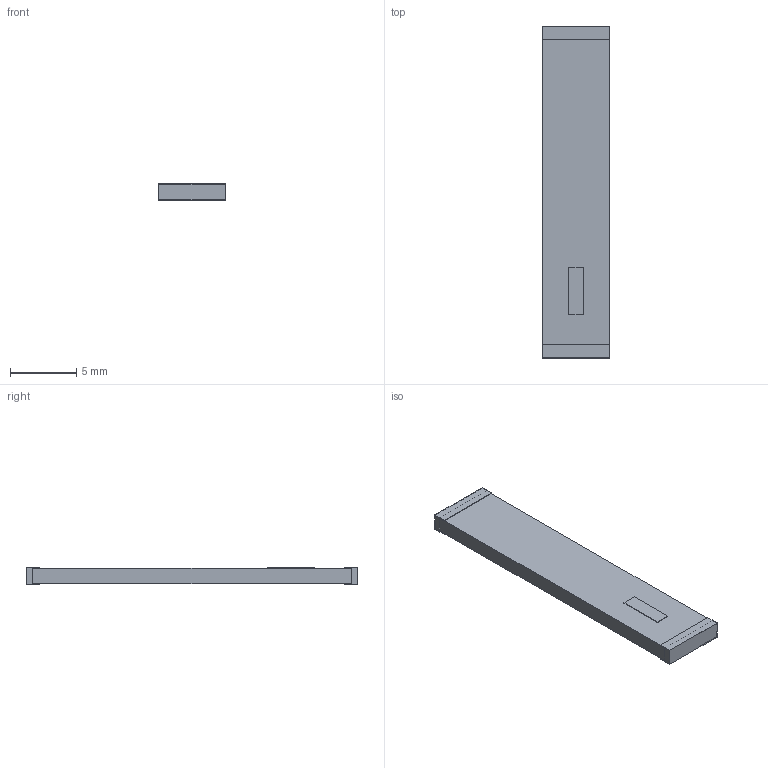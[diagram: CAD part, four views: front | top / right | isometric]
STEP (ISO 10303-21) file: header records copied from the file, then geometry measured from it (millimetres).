
FILE_DESCRIPTION(/* description */ (''),/* implementation_level */ '2;1');
FILE_NAME(/* name */ '0433AT62A0020 - 433MHz 25x5x1mm chip antenna.step',/* time_stamp */ '2018-12-28T09:42:19+10:00',/* author */ (''),/* organization */ (''),/* preprocessor_version */ 'ST-DEVELOPER v17.2',/* originating_system */ 'Autodesk Translation Framework v7.6.0.251',/* authorisation */ '');
FILE_SCHEMA (('AUTOMOTIVE_DESIGN { 1 0 10303 214 3 1 1 }'));
Length unit declared in the file: millimetre
Products named in the file (5): (Unsaved); Component1; Component4; Component3; Component2
Assembly tree (4 placements, depth 3):
  (Unsaved)
    Component1
      Component4
      Component3
      Component2
Bounding box: 5.1 x 25.1 x 1.3 mm (x, y, z)
Volume: 157.3 mm3; surface area: 390.4 mm2
Topology: 4 solids, 4 shells, 32 faces, 72 edges, 48 vertices
Faces by surface type: plane 32
Entity records: 1035 total; most frequent: CARTESIAN_POINT 161, DIRECTION 154, ORIENTED_EDGE 144, LINE 72, VECTOR 72, EDGE_CURVE 72, VERTEX_POINT 48, AXIS2_PLACEMENT_3D 41
